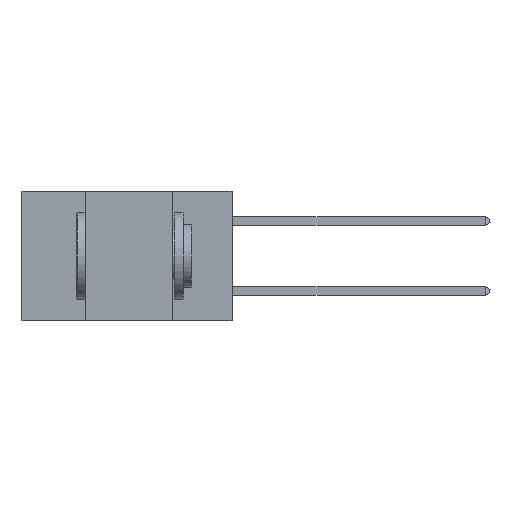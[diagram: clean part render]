
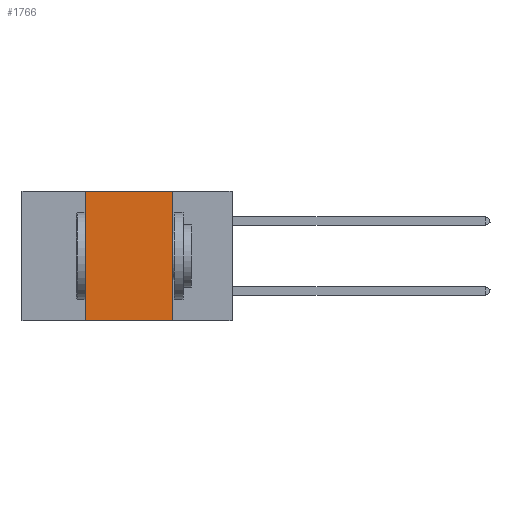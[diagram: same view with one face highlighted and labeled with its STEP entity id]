
A CAD part, left-side view. The second image highlights one B-rep face of the part: STEP entity #1766.
In plain terms, the highlighted planar face has unit normal (-1, 0, 0).
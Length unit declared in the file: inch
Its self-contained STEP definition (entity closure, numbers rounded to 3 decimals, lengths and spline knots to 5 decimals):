
#901 = CARTESIAN_POINT ( 'NONE',  ( 0., 0.17, -0.37 ) ) ;
#1092 = CARTESIAN_POINT ( 'NONE',  ( 0., 0.6, -0.37 ) ) ;
#1146 = VECTOR ( 'NONE', #11571, 39.37008 ) ;
#1742 = DIRECTION ( 'NONE',  ( 0., 0., 1. ) ) ;
#1766 = ADVANCED_FACE ( 'NONE', ( #3660 ), #10817, .F. ) ;
#1938 = VERTEX_POINT ( 'NONE', #11731 ) ;
#2177 = DIRECTION ( 'NONE',  ( 0., -1., 0. ) ) ;
#2465 = EDGE_CURVE ( 'NONE', #1938, #11528, #14490, .T. ) ;
#3135 = CARTESIAN_POINT ( 'NONE',  ( 0., 0.6, 0. ) ) ;
#3306 = ORIENTED_EDGE ( 'NONE', *, *, #9657, .F. ) ;
#3660 = FACE_OUTER_BOUND ( 'NONE', #8119, .T. ) ;
#3804 = CARTESIAN_POINT ( 'NONE',  ( 0., 0.42, -0.37 ) ) ;
#6220 = VERTEX_POINT ( 'NONE', #901 ) ;
#6437 = CARTESIAN_POINT ( 'NONE',  ( 0., 0.42, 0. ) ) ;
#6924 = ORIENTED_EDGE ( 'NONE', *, *, #14455, .F. ) ;
#7263 = DIRECTION ( 'NONE',  ( 1., 0., 0. ) ) ;
#7349 = CARTESIAN_POINT ( 'NONE',  ( 0., 0.17, 0. ) ) ;
#7899 = ORIENTED_EDGE ( 'NONE', *, *, #13732, .T. ) ;
#7921 = LINE ( 'NONE', #6437, #14057 ) ;
#8069 = CARTESIAN_POINT ( 'NONE',  ( 0., 0.17, 0. ) ) ;
#8119 = EDGE_LOOP ( 'NONE', ( #6924, #8428, #3306, #7899 ) ) ;
#8428 = ORIENTED_EDGE ( 'NONE', *, *, #2465, .F. ) ;
#8807 = LINE ( 'NONE', #1092, #12418 ) ;
#9510 = LINE ( 'NONE', #8069, #11836 ) ;
#9657 = EDGE_CURVE ( 'NONE', #12919, #1938, #7921, .T. ) ;
#10817 = PLANE ( 'NONE',  #13701 ) ;
#11528 = VERTEX_POINT ( 'NONE', #7349 ) ;
#11571 = DIRECTION ( 'NONE',  ( 0., -1., 0. ) ) ;
#11731 = CARTESIAN_POINT ( 'NONE',  ( 0., 0.42, 0. ) ) ;
#11836 = VECTOR ( 'NONE', #12657, 39.37008 ) ;
#11900 = DIRECTION ( 'NONE',  ( 0., 0., -1. ) ) ;
#12418 = VECTOR ( 'NONE', #2177, 39.37008 ) ;
#12657 = DIRECTION ( 'NONE',  ( 0., 0., -1. ) ) ;
#12919 = VERTEX_POINT ( 'NONE', #3804 ) ;
#13701 = AXIS2_PLACEMENT_3D ( 'NONE', #14185, #7263, #11900 ) ;
#13732 = EDGE_CURVE ( 'NONE', #12919, #6220, #8807, .T. ) ;
#14057 = VECTOR ( 'NONE', #1742, 39.37008 ) ;
#14185 = CARTESIAN_POINT ( 'NONE',  ( 0., 0.6, 0. ) ) ;
#14455 = EDGE_CURVE ( 'NONE', #11528, #6220, #9510, .T. ) ;
#14490 = LINE ( 'NONE', #3135, #1146 ) ;
